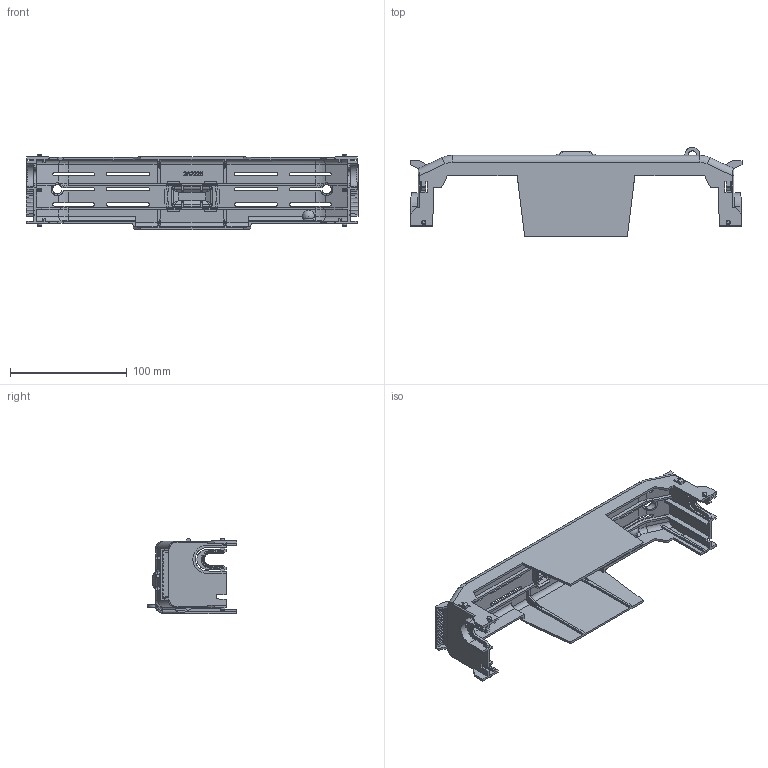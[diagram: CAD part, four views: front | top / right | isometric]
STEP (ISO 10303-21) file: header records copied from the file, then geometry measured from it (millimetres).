
FILE_DESCRIPTION (( 'STEP AP214' ), '1' );
FILE_NAME ('bus-cd-cvr-rh-60200.STEP', '2012-05-21T18:49:18', ( '' ), ( '' ), 'SwSTEP 2.0', 'SolidWorks 2010', '' );
FILE_SCHEMA (( 'AUTOMOTIVE_DESIGN' ));
Length unit declared in the file: millimetre
Products named in the file (1): bus-cd-cvr-rh-60200
Bounding box: 284.86 x 76.5 x 64.85 mm (x, y, z)
Volume: 90178.7 mm3; surface area: 96262.4 mm2
Topology: 1 solids, 1 shells, 1450 faces, 4066 edges, 2667 vertices
Faces by surface type: plane 937, bspline 302, cylinder 110, cone 99, sphere 2
Entity records: 60569 total; most frequent: CARTESIAN_POINT 25837, ORIENTED_EDGE 8118, DIRECTION 5748, EDGE_CURVE 4059, LINE 2970, VECTOR 2970, VERTEX_POINT 2664, EDGE_LOOP 1553
